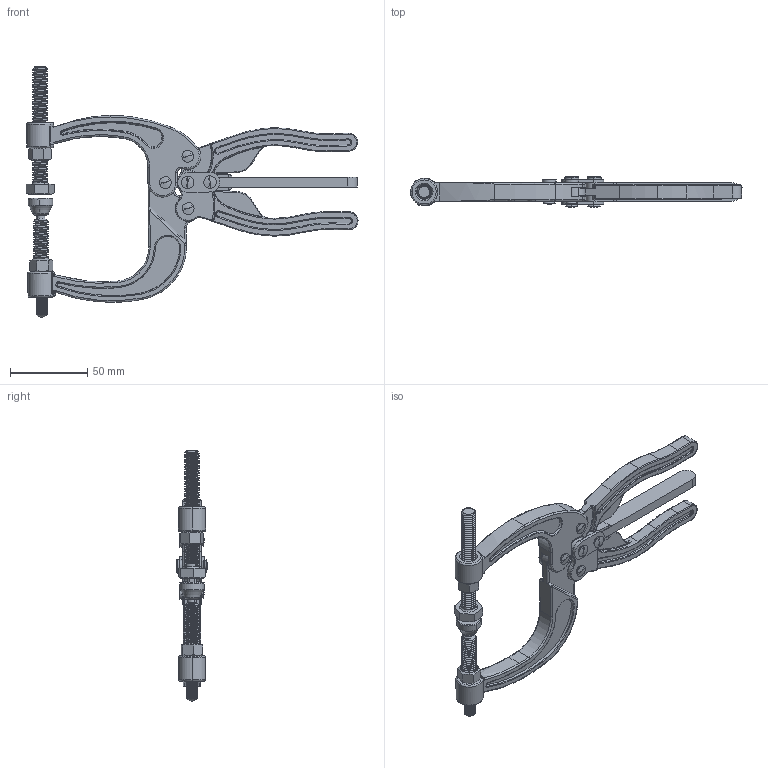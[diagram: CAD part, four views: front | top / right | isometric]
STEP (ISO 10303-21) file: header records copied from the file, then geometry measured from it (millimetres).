
FILE_DESCRIPTION (( 'STEP AP203' ), '1' );
FILE_NAME ('CH-50450.STEP', '2017-12-04T12:17:13', ( 'Windows' ), ( 'Microsoft' ), 'SwSTEP 2.0', 'SolidWorks 2015', '' );
FILE_SCHEMA (( 'CONFIG_CONTROL_DESIGN' ));
Length unit declared in the file: millimetre
Products named in the file (13): 2; 4; CH-50450-01 LEFT BAR; 5; CH-50450-02 RIGHT BAR; 38300; RIGHT BAR; 3-8-16 NUT; LEFT HANDLE; CH-50450; 3; 1_默认<按加工>; 6
Assembly tree (17 placements, depth 2):
  CH-50450
    CH-50450-01 LEFT BAR
    CH-50450-02 RIGHT BAR
    RIGHT BAR
    LEFT HANDLE
    3  x2
    1_默认<按加工>
    6
    2  x2
    4  x3
    5
    38300
    3-8-16 NUT  x2
Bounding box: 215.01 x 20 x 162.09 mm (x, y, z)
Volume: 96868.4 mm3; surface area: 53622.7 mm2
Topology: 20 solids, 20 shells, 1462 faces, 3801 edges, 2355 vertices
Faces by surface type: cylinder 497, plane 341, bspline 250, torus 172, cone 124, sphere 78
Entity records: 59245 total; most frequent: CARTESIAN_POINT 26278, ORIENTED_EDGE 7136, DIRECTION 6119, EDGE_CURVE 3568, AXIS2_PLACEMENT_3D 2353, VERTEX_POINT 2237, EDGE_LOOP 1441, VECTOR 1413
